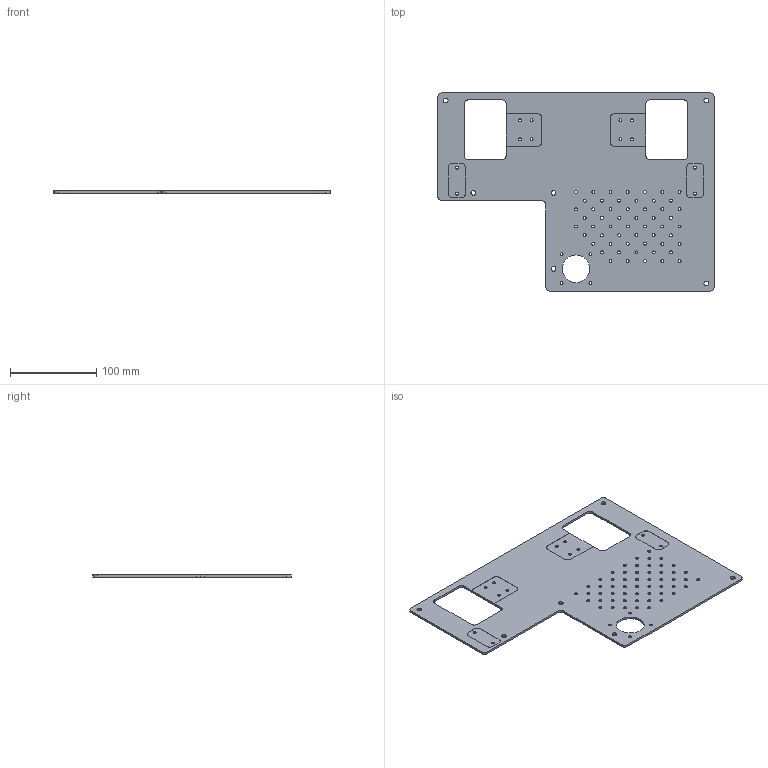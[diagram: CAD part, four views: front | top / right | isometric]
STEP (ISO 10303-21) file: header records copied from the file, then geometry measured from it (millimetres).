
FILE_DESCRIPTION(/* description */ (''),/* implementation_level */ '2;1');
FILE_NAME(/* name */ 'Baseplate exporter_v7.step',/* time_stamp */ '2023-05-19T17:29:52+02:00',/* author */ (''),/* organization */ (''),/* preprocessor_version */ 'ST-DEVELOPER v19.2',/* originating_system */ 'Autodesk Translation Framework v12.4.0.73',/* authorisation */ '');
FILE_SCHEMA (('AUTOMOTIVE_DESIGN { 1 0 10303 214 3 1 1 }'));
Length unit declared in the file: millimetre
Products named in the file (2): Baseplate exporter; Baseplate
Assembly tree (1 placements, depth 2):
  Baseplate exporter
    Baseplate
Bounding box: 320 x 230 x 2.5 mm (x, y, z)
Volume: 126914.2 mm3; surface area: 110138.7 mm2
Topology: 1 solids, 1 shells, 209 faces, 544 edges, 339 vertices
Faces by surface type: cylinder 104, cone 71, plane 34
Full cylindrical faces by diameter (mm): 3.4 x63, 3.5 x8, 5.5 x6, 32 x1
Entity records: 6822 total; most frequent: DIRECTION 1247, CARTESIAN_POINT 1095, ORIENTED_EDGE 1088, EDGE_CURVE 544, AXIS2_PLACEMENT_3D 491, EDGE_LOOP 371, VERTEX_POINT 339, CIRCLE 279
